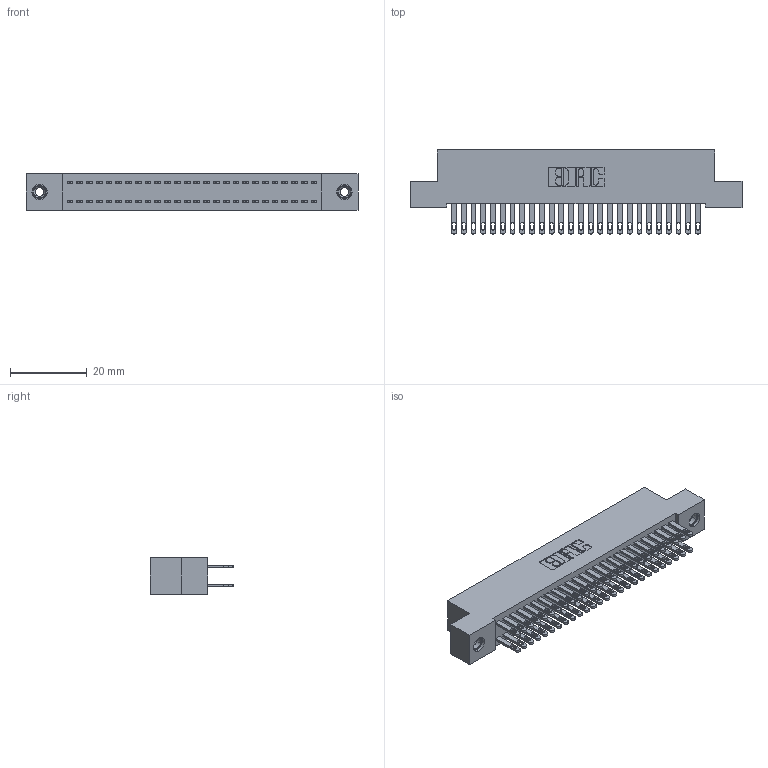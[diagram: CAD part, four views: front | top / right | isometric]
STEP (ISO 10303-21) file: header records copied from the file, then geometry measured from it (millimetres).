
FILE_DESCRIPTION (( 'STEP AP203' ), '1' );
FILE_NAME ('892-052-500-208.STEP', '2020-09-21T18:10:27', ( '' ), ( '' ), 'SwSTEP 2.0', 'SolidWorks 2020', '' );
FILE_SCHEMA (( 'CONFIG_CONTROL_DESIGN' ));
Length unit declared in the file: inch
Products named in the file (4): 842 Part_TI; 345-292-001_345-293-100; 892-052-500-208; 345-250-001_345-250-003-102
Assembly tree (55 placements, depth 2):
  892-052-500-208
    842 Part_TI
    345-292-001_345-293-100  x52
    345-250-001_345-250-003-102  x2
Bounding box: 86.36 x 21.85 x 9.4 mm (x, y, z)
Volume: 7836.9 mm3; surface area: 12870.4 mm2
Topology: 55 solids, 55 shells, 2666 faces, 8079 edges, 5378 vertices
Faces by surface type: plane 1658, cylinder 992, cone 12, torus 4
Entity records: 19780 total; most frequent: CARTESIAN_POINT 3277, ORIENTED_EDGE 3206, DIRECTION 2861, EDGE_CURVE 1603, LINE 1451, VECTOR 1451, VERTEX_POINT 1064, AXIS2_PLACEMENT_3D 705
